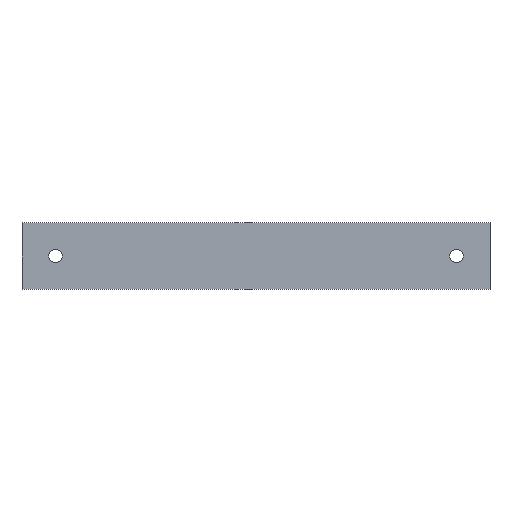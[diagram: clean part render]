
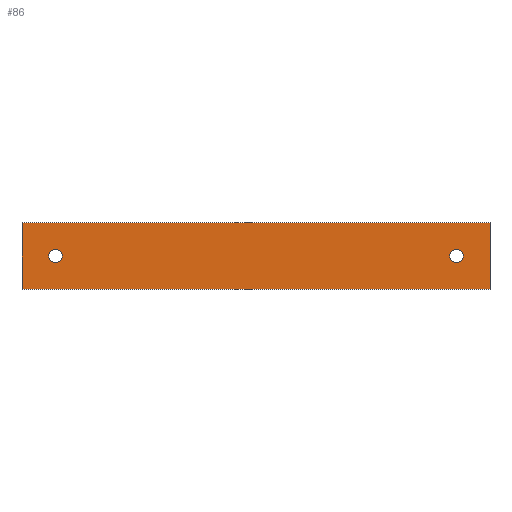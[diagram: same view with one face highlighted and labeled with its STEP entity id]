
A CAD part, top view. The second image highlights one B-rep face of the part: STEP entity #86.
In plain terms, the highlighted planar face has unit normal (0, 0, 1).
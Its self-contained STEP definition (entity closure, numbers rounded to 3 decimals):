
#6 = AXIS2_PLACEMENT_3D ( 'NONE', #234, #345, #317 ) ;
#12 = CARTESIAN_POINT ( 'NONE',  ( 70., 10., 2. ) ) ;
#16 = PLANE ( 'NONE',  #19 ) ;
#18 = CARTESIAN_POINT ( 'NONE',  ( -60., 0., 2. ) ) ;
#19 = AXIS2_PLACEMENT_3D ( 'NONE', #375, #71, #134 ) ;
#26 = EDGE_LOOP ( 'NONE', ( #202, #180 ) ) ;
#28 = EDGE_CURVE ( 'NONE', #262, #328, #218, .T. ) ;
#31 = CARTESIAN_POINT ( 'NONE',  ( -58., 0., 2. ) ) ;
#33 = EDGE_CURVE ( 'NONE', #358, #276, #171, .T. ) ;
#34 = VECTOR ( 'NONE', #286, 1000. ) ;
#41 = DIRECTION ( 'NONE',  ( 0., 0., 1. ) ) ;
#43 = ORIENTED_EDGE ( 'NONE', *, *, #287, .F. ) ;
#46 = VERTEX_POINT ( 'NONE', #310 ) ;
#48 = CARTESIAN_POINT ( 'NONE',  ( 58., 0., 2. ) ) ;
#52 = CARTESIAN_POINT ( 'NONE',  ( 70., -10., 2. ) ) ;
#61 = AXIS2_PLACEMENT_3D ( 'NONE', #292, #115, #112 ) ;
#71 = DIRECTION ( 'NONE',  ( 0., 0., -1. ) ) ;
#73 = ORIENTED_EDGE ( 'NONE', *, *, #264, .T. ) ;
#74 = CARTESIAN_POINT ( 'NONE',  ( 70., -10., 2. ) ) ;
#86 = ADVANCED_FACE ( 'NONE', ( #246, #259, #239 ), #16, .F. ) ;
#100 = DIRECTION ( 'NONE',  ( 0., 0., 1. ) ) ;
#106 = CARTESIAN_POINT ( 'NONE',  ( -70., -10., 2. ) ) ;
#112 = DIRECTION ( 'NONE',  ( 1., 0., 0. ) ) ;
#115 = DIRECTION ( 'NONE',  ( 0., 0., 1. ) ) ;
#119 = ORIENTED_EDGE ( 'NONE', *, *, #248, .T. ) ;
#123 = DIRECTION ( 'NONE',  ( 1., 0., 0. ) ) ;
#127 = CARTESIAN_POINT ( 'NONE',  ( -62., 0., 2. ) ) ;
#128 = EDGE_CURVE ( 'NONE', #328, #313, #242, .T. ) ;
#134 = DIRECTION ( 'NONE',  ( -1., 0., 0. ) ) ;
#140 = CARTESIAN_POINT ( 'NONE',  ( -70., -10., 2. ) ) ;
#147 = CIRCLE ( 'NONE', #61, 2. ) ;
#148 = VERTEX_POINT ( 'NONE', #255 ) ;
#165 = EDGE_LOOP ( 'NONE', ( #43, #353 ) ) ;
#170 = DIRECTION ( 'NONE',  ( 0., 1., 0. ) ) ;
#171 = CIRCLE ( 'NONE', #342, 2. ) ;
#180 = ORIENTED_EDGE ( 'NONE', *, *, #33, .F. ) ;
#199 = DIRECTION ( 'NONE',  ( 1., 0., 0. ) ) ;
#202 = ORIENTED_EDGE ( 'NONE', *, *, #378, .F. ) ;
#218 = LINE ( 'NONE', #74, #343 ) ;
#233 = VERTEX_POINT ( 'NONE', #48 ) ;
#234 = CARTESIAN_POINT ( 'NONE',  ( 60., 0., 2. ) ) ;
#235 = CARTESIAN_POINT ( 'NONE',  ( -70., 10., 2. ) ) ;
#238 = EDGE_CURVE ( 'NONE', #233, #46, #275, .T. ) ;
#239 = FACE_OUTER_BOUND ( 'NONE', #291, .T. ) ;
#242 = LINE ( 'NONE', #377, #357 ) ;
#246 = FACE_BOUND ( 'NONE', #26, .T. ) ;
#248 = EDGE_CURVE ( 'NONE', #148, #262, #363, .T. ) ;
#255 = CARTESIAN_POINT ( 'NONE',  ( -70., -10., 2. ) ) ;
#259 = FACE_BOUND ( 'NONE', #165, .T. ) ;
#261 = LINE ( 'NONE', #140, #34 ) ;
#262 = VERTEX_POINT ( 'NONE', #52 ) ;
#264 = EDGE_CURVE ( 'NONE', #313, #148, #261, .T. ) ;
#275 = CIRCLE ( 'NONE', #6, 2. ) ;
#276 = VERTEX_POINT ( 'NONE', #31 ) ;
#278 = AXIS2_PLACEMENT_3D ( 'NONE', #333, #41, #123 ) ;
#279 = DIRECTION ( 'NONE',  ( 1., 0., 0. ) ) ;
#284 = ORIENTED_EDGE ( 'NONE', *, *, #28, .T. ) ;
#285 = DIRECTION ( 'NONE',  ( -1., 0., 0. ) ) ;
#286 = DIRECTION ( 'NONE',  ( 0., -1., 0. ) ) ;
#287 = EDGE_CURVE ( 'NONE', #46, #233, #147, .T. ) ;
#291 = EDGE_LOOP ( 'NONE', ( #284, #364, #73, #119 ) ) ;
#292 = CARTESIAN_POINT ( 'NONE',  ( 60., 0., 2. ) ) ;
#310 = CARTESIAN_POINT ( 'NONE',  ( 62., 0., 2. ) ) ;
#313 = VERTEX_POINT ( 'NONE', #235 ) ;
#317 = DIRECTION ( 'NONE',  ( 1., 0., 0. ) ) ;
#328 = VERTEX_POINT ( 'NONE', #12 ) ;
#333 = CARTESIAN_POINT ( 'NONE',  ( -60., 0., 2. ) ) ;
#342 = AXIS2_PLACEMENT_3D ( 'NONE', #18, #100, #279 ) ;
#343 = VECTOR ( 'NONE', #170, 1000. ) ;
#345 = DIRECTION ( 'NONE',  ( 0., 0., 1. ) ) ;
#353 = ORIENTED_EDGE ( 'NONE', *, *, #238, .F. ) ;
#357 = VECTOR ( 'NONE', #285, 1000. ) ;
#358 = VERTEX_POINT ( 'NONE', #127 ) ;
#360 = VECTOR ( 'NONE', #199, 1000. ) ;
#363 = LINE ( 'NONE', #106, #360 ) ;
#364 = ORIENTED_EDGE ( 'NONE', *, *, #128, .T. ) ;
#375 = CARTESIAN_POINT ( 'NONE',  ( 0., 0., 2. ) ) ;
#377 = CARTESIAN_POINT ( 'NONE',  ( -70., 10., 2. ) ) ;
#378 = EDGE_CURVE ( 'NONE', #276, #358, #384, .T. ) ;
#384 = CIRCLE ( 'NONE', #278, 2. ) ;
